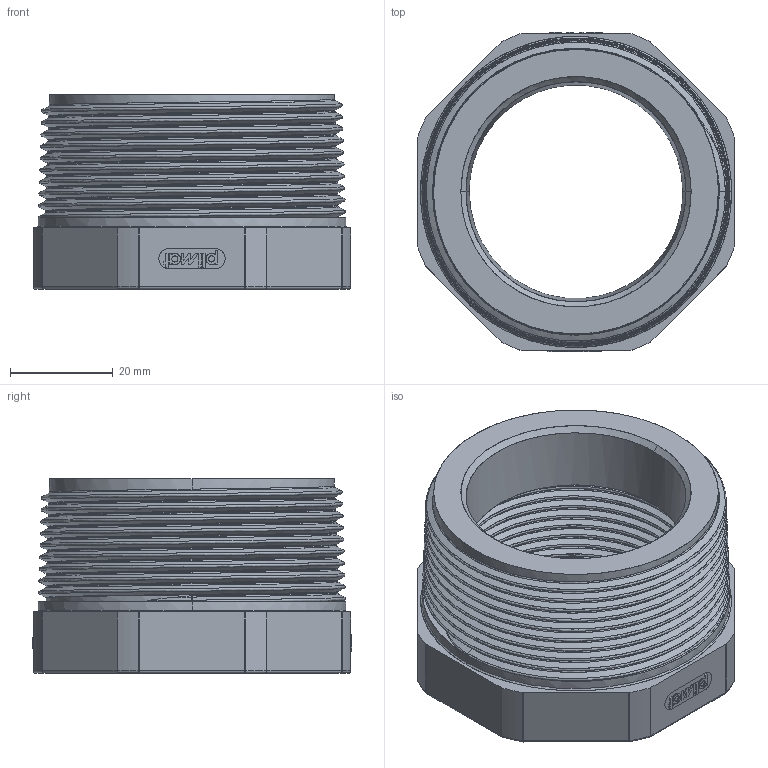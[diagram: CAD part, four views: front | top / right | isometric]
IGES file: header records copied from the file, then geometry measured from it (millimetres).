
Start section: SolidWorks IGES file using NURBS representation for surfaces
Global section: file name: 01 01 1080 018.IGS; native system: SolidWorks 2018; preprocessor: SolidWorks 2018; author: utilizador; date: 180515.083415; units: millimetre
Bounding box: 62 x 62.4 x 38 mm (x, y, z)
Surface area: 20675.4 mm2 (no closed solid volume)
Topology: 0 solids, 0 shells, 310 faces, 5804 edges, 5781 vertices
Faces by surface type: bspline 310
